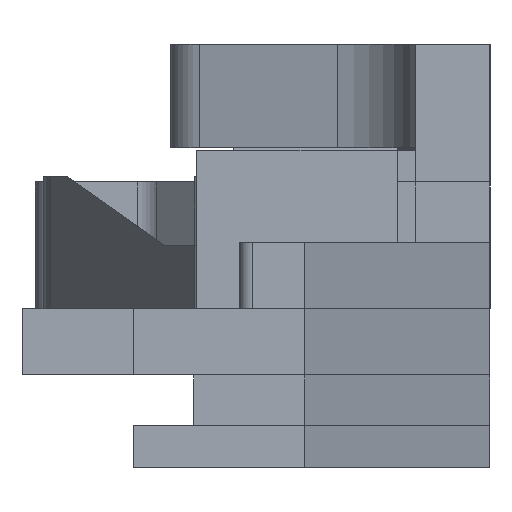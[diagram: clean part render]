
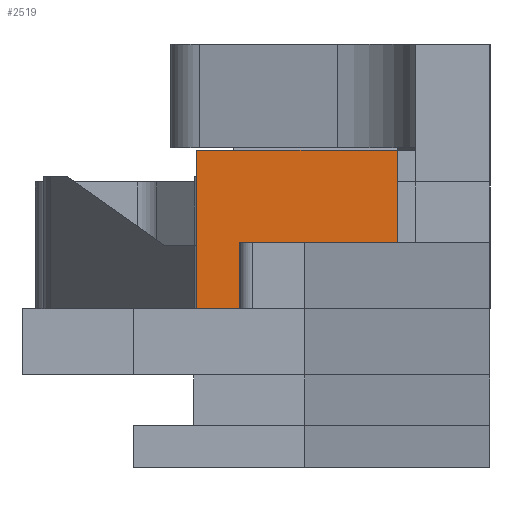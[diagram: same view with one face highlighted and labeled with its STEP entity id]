
A CAD part, left-side view. The second image highlights one B-rep face of the part: STEP entity #2519.
In plain terms, the highlighted free-form (B-spline) face has degree [1, 1] with [2, 2] control points.
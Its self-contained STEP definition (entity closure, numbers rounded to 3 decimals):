
#2356=CARTESIAN_POINT('',(-57.1,-11.5,8.5));
#2357=VERTEX_POINT('',#2356);
#2364=CARTESIAN_POINT('',(-57.1,-11.5,2.5));
#2365=VERTEX_POINT('',#2364);
#2366=CARTESIAN_POINT('',(-57.1,-11.5,2.5));
#2367=DIRECTION('',(0.0,0.0,1.0));
#2368=VECTOR('',#2367,6.0);
#2369=LINE('',#2366,#2368);
#2370=EDGE_CURVE('',#2365,#2357,#2369,.T.);
#2389=CARTESIAN_POINT('',(-57.1,-3.9,2.5));
#2390=VERTEX_POINT('',#2389);
#2391=CARTESIAN_POINT('',(-57.1,-3.9,2.5));
#2392=DIRECTION('',(0.0,-1.0,0.0));
#2393=VECTOR('',#2392,7.6);
#2394=LINE('',#2391,#2393);
#2395=EDGE_CURVE('',#2390,#2365,#2394,.T.);
#2479=CARTESIAN_POINT('',(-57.1,-3.9,8.5));
#2480=VERTEX_POINT('',#2479);
#2481=CARTESIAN_POINT('',(-57.1,-3.9,2.5));
#2482=DIRECTION('',(0.0,0.0,1.0));
#2483=VECTOR('',#2482,6.0);
#2484=LINE('',#2481,#2483);
#2485=EDGE_CURVE('',#2390,#2480,#2484,.T.);
#2503=CARTESIAN_POINT('',(-57.1,-11.5,2.5));
#2504=CARTESIAN_POINT('',(-57.1,-11.5,8.5));
#2505=CARTESIAN_POINT('',(-57.1,-3.9,2.5));
#2506=CARTESIAN_POINT('',(-57.1,-3.9,8.5));
#2507=B_SPLINE_SURFACE_WITH_KNOTS('',1,1,((#2503,#2505),(#2504,#2506)),.UNSPECIFIED.,.F.,.F.,.U.,(2,2),(2,2),(0.0,6.0),(0.0,7.6),.UNSPECIFIED.);
#2508=CARTESIAN_POINT('',(-57.1,-3.9,8.5));
#2509=DIRECTION('',(0.0,-1.0,0.0));
#2510=VECTOR('',#2509,7.6);
#2511=LINE('',#2508,#2510);
#2512=EDGE_CURVE('',#2480,#2357,#2511,.T.);
#2513=ORIENTED_EDGE('',*,*,#2512,.F.);
#2514=ORIENTED_EDGE('',*,*,#2485,.F.);
#2515=ORIENTED_EDGE('',*,*,#2395,.T.);
#2516=ORIENTED_EDGE('',*,*,#2370,.T.);
#2517=EDGE_LOOP('',(#2513,#2514,#2515,#2516));
#2518=FACE_OUTER_BOUND('',#2517,.T.);
#2519=ADVANCED_FACE('',(#2518),#2507,.T.);
